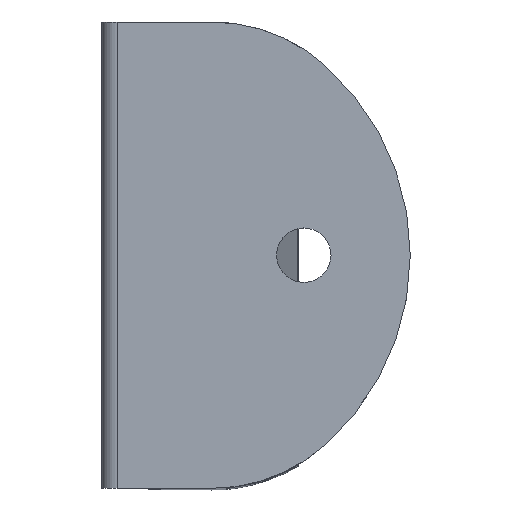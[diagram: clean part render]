
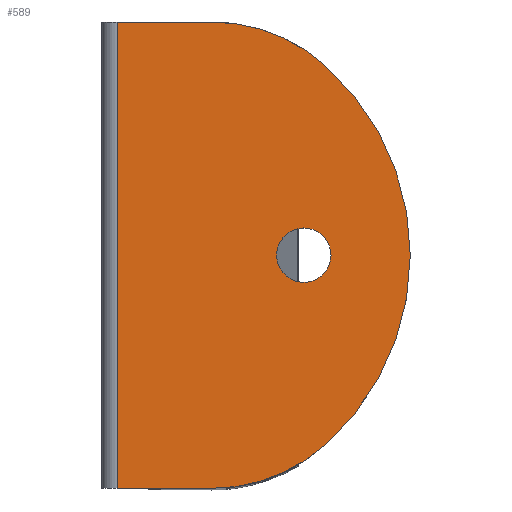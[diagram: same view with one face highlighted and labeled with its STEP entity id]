
A CAD part, top view. The second image highlights one B-rep face of the part: STEP entity #589.
In plain terms, the highlighted planar face has unit normal (0, 0, 1).
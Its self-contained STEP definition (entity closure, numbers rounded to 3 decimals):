
#2 = VERTEX_POINT ( 'NONE', #2555 ) ;
#78 = DIRECTION ( 'NONE',  ( -1., 0., 0. ) ) ;
#94 = FACE_BOUND ( 'NONE', #1150, .T. ) ;
#115 = VERTEX_POINT ( 'NONE', #1900 ) ;
#207 = AXIS2_PLACEMENT_3D ( 'NONE', #1401, #972, #1351 ) ;
#223 = ORIENTED_EDGE ( 'NONE', *, *, #1847, .F. ) ;
#239 = EDGE_CURVE ( 'NONE', #2422, #1174, #1069, .T. ) ;
#247 = EDGE_CURVE ( 'NONE', #306, #2, #875, .T. ) ;
#265 = EDGE_CURVE ( 'NONE', #306, #421, #2524, .T. ) ;
#273 = CARTESIAN_POINT ( 'NONE',  ( 7.049, 30., 0. ) ) ;
#274 = DIRECTION ( 'NONE',  ( 0., 0., 1. ) ) ;
#299 = VERTEX_POINT ( 'NONE', #2537 ) ;
#306 = VERTEX_POINT ( 'NONE', #914 ) ;
#390 = VERTEX_POINT ( 'NONE', #1485 ) ;
#421 = VERTEX_POINT ( 'NONE', #273 ) ;
#545 = ORIENTED_EDGE ( 'NONE', *, *, #239, .F. ) ;
#575 = CARTESIAN_POINT ( 'NONE',  ( 14.75, 15., 0. ) ) ;
#589 = ADVANCED_FACE ( 'NONE', ( #94, #1693 ), #1902, .F. ) ;
#644 = VERTEX_POINT ( 'NONE', #575 ) ;
#693 = DIRECTION ( 'NONE',  ( 0., 0., -1. ) ) ;
#724 = ORIENTED_EDGE ( 'NONE', *, *, #2412, .T. ) ;
#743 = CIRCLE ( 'NONE', #1076, 1.75 ) ;
#760 = ORIENTED_EDGE ( 'NONE', *, *, #1047, .F. ) ;
#797 = ORIENTED_EDGE ( 'NONE', *, *, #247, .T. ) ;
#861 = CIRCLE ( 'NONE', #2342, 1.75 ) ;
#875 = LINE ( 'NONE', #1482, #1420 ) ;
#895 = ORIENTED_EDGE ( 'NONE', *, *, #1975, .T. ) ;
#914 = CARTESIAN_POINT ( 'NONE',  ( 1., 30., 0. ) ) ;
#926 = DIRECTION ( 'NONE',  ( 1., 0., 0. ) ) ;
#972 = DIRECTION ( 'NONE',  ( 0., 0., 1. ) ) ;
#995 = CIRCLE ( 'NONE', #1339, 16.348 ) ;
#1015 = EDGE_CURVE ( 'NONE', #1174, #390, #995, .T. ) ;
#1040 = DIRECTION ( 'NONE',  ( 0., 0., -1. ) ) ;
#1047 = EDGE_CURVE ( 'NONE', #299, #644, #743, .T. ) ;
#1069 = CIRCLE ( 'NONE', #2548, 16.348 ) ;
#1076 = AXIS2_PLACEMENT_3D ( 'NONE', #1268, #1281, #2084 ) ;
#1130 = DIRECTION ( 'NONE',  ( -1., 0., 0. ) ) ;
#1150 = EDGE_LOOP ( 'NONE', ( #223, #760 ) ) ;
#1174 = VERTEX_POINT ( 'NONE', #1726 ) ;
#1194 = CARTESIAN_POINT ( 'NONE',  ( 13., 0., 0. ) ) ;
#1268 = CARTESIAN_POINT ( 'NONE',  ( 13., 15., 0. ) ) ;
#1274 = CARTESIAN_POINT ( 'NONE',  ( 3.5, 15., 0. ) ) ;
#1281 = DIRECTION ( 'NONE',  ( 0., 0., 1. ) ) ;
#1290 = VECTOR ( 'NONE', #926, 1000. ) ;
#1339 = AXIS2_PLACEMENT_3D ( 'NONE', #1863, #1040, #1502 ) ;
#1351 = DIRECTION ( 'NONE',  ( -1., 0., 0. ) ) ;
#1401 = CARTESIAN_POINT ( 'NONE',  ( 7.049, 11., 0. ) ) ;
#1416 = CARTESIAN_POINT ( 'NONE',  ( 14.35, 27.228, 0. ) ) ;
#1420 = VECTOR ( 'NONE', #2089, 1000. ) ;
#1471 = CARTESIAN_POINT ( 'NONE',  ( 13., 15., 0. ) ) ;
#1482 = CARTESIAN_POINT ( 'NONE',  ( 1., 30., 0. ) ) ;
#1485 = CARTESIAN_POINT ( 'NONE',  ( 14.35, 2.772, 0. ) ) ;
#1502 = DIRECTION ( 'NONE',  ( -1., 0., 0. ) ) ;
#1508 = EDGE_CURVE ( 'NONE', #2422, #421, #2439, .T. ) ;
#1650 = VECTOR ( 'NONE', #1994, 1000. ) ;
#1679 = DIRECTION ( 'NONE',  ( 1., 0., 0. ) ) ;
#1691 = DIRECTION ( 'NONE',  ( 0., 0., -1. ) ) ;
#1693 = FACE_OUTER_BOUND ( 'NONE', #1701, .T. ) ;
#1701 = EDGE_LOOP ( 'NONE', ( #724, #895, #1709, #545, #2572, #2184, #797 ) ) ;
#1704 = CARTESIAN_POINT ( 'NONE',  ( 13., 30., 0. ) ) ;
#1709 = ORIENTED_EDGE ( 'NONE', *, *, #1015, .F. ) ;
#1726 = CARTESIAN_POINT ( 'NONE',  ( 19.848, 15., 0. ) ) ;
#1847 = EDGE_CURVE ( 'NONE', #644, #299, #861, .T. ) ;
#1863 = CARTESIAN_POINT ( 'NONE',  ( 3.5, 15., 0. ) ) ;
#1878 = DIRECTION ( 'NONE',  ( -1., 0., 0. ) ) ;
#1900 = CARTESIAN_POINT ( 'NONE',  ( 7.049, 0., 0. ) ) ;
#1902 = PLANE ( 'NONE',  #1920 ) ;
#1920 = AXIS2_PLACEMENT_3D ( 'NONE', #1704, #693, #1130 ) ;
#1975 = EDGE_CURVE ( 'NONE', #115, #390, #2393, .T. ) ;
#1994 = DIRECTION ( 'NONE',  ( 1., 0., 0. ) ) ;
#2080 = CARTESIAN_POINT ( 'NONE',  ( 7.049, 19., 0. ) ) ;
#2084 = DIRECTION ( 'NONE',  ( 1., 0., 0. ) ) ;
#2089 = DIRECTION ( 'NONE',  ( 0., -1., 0. ) ) ;
#2119 = CARTESIAN_POINT ( 'NONE',  ( 0., 30., 0. ) ) ;
#2184 = ORIENTED_EDGE ( 'NONE', *, *, #265, .F. ) ;
#2205 = LINE ( 'NONE', #1194, #1650 ) ;
#2342 = AXIS2_PLACEMENT_3D ( 'NONE', #1471, #2457, #1679 ) ;
#2355 = AXIS2_PLACEMENT_3D ( 'NONE', #2080, #274, #1878 ) ;
#2393 = CIRCLE ( 'NONE', #207, 11. ) ;
#2412 = EDGE_CURVE ( 'NONE', #2, #115, #2205, .T. ) ;
#2422 = VERTEX_POINT ( 'NONE', #1416 ) ;
#2439 = CIRCLE ( 'NONE', #2355, 11. ) ;
#2457 = DIRECTION ( 'NONE',  ( 0., 0., 1. ) ) ;
#2524 = LINE ( 'NONE', #2119, #1290 ) ;
#2537 = CARTESIAN_POINT ( 'NONE',  ( 11.25, 15., 0. ) ) ;
#2548 = AXIS2_PLACEMENT_3D ( 'NONE', #1274, #1691, #78 ) ;
#2555 = CARTESIAN_POINT ( 'NONE',  ( 1., 0., 0. ) ) ;
#2572 = ORIENTED_EDGE ( 'NONE', *, *, #1508, .T. ) ;
